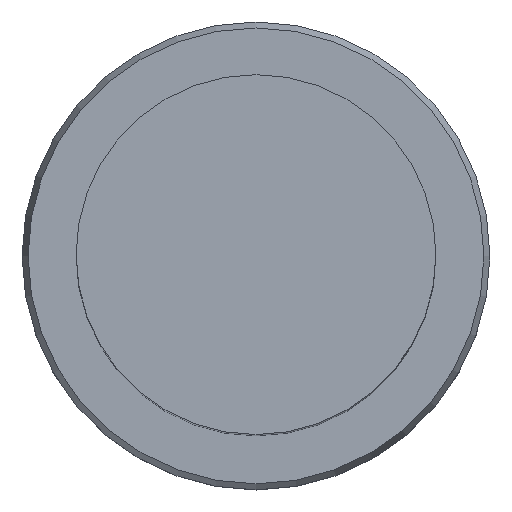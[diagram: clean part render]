
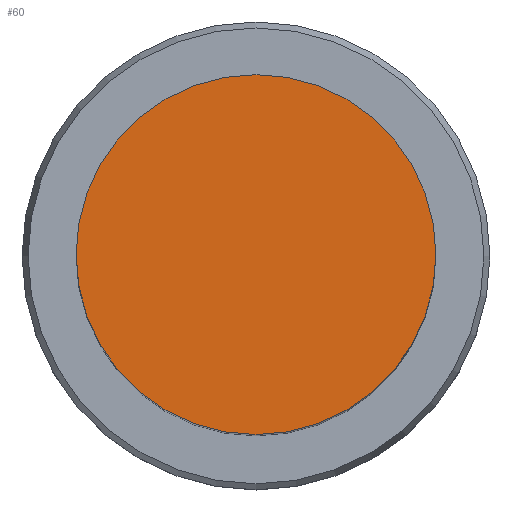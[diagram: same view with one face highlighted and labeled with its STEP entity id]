
A CAD part, top view. The second image highlights one B-rep face of the part: STEP entity #60.
In plain terms, the highlighted planar face has unit normal (0, 0, 1).
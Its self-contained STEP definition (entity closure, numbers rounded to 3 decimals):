
#60=ADVANCED_FACE('Unnamed[1]',(#151),#152,.T.);
#101=EDGE_CURVE('Unnamed[1]',#214,#214,#215,.T.);
#151=FACE_OUTER_BOUND('',#271,.T.);
#152=PLANE('',#272);
#214=VERTEX_POINT('',#349);
#215=CIRCLE('',#350,15.0);
#271=EDGE_LOOP('',(#405));
#272=AXIS2_PLACEMENT_3D('',#406,#407,#408);
#349=CARTESIAN_POINT('',(0.,15.0,221.4));
#350=AXIS2_PLACEMENT_3D('',#475,#476,#477);
#405=ORIENTED_EDGE('',*,*,#101,.F.);
#406=CARTESIAN_POINT('',(0.,7.5,221.4));
#407=DIRECTION('',(0.,0.,1.0));
#408=DIRECTION('',(0.,-1.0,0.));
#475=CARTESIAN_POINT('',(0.,0.,221.4));
#476=DIRECTION('',(0.,0.,-1.0));
#477=DIRECTION('',(0.,1.0,0.));
